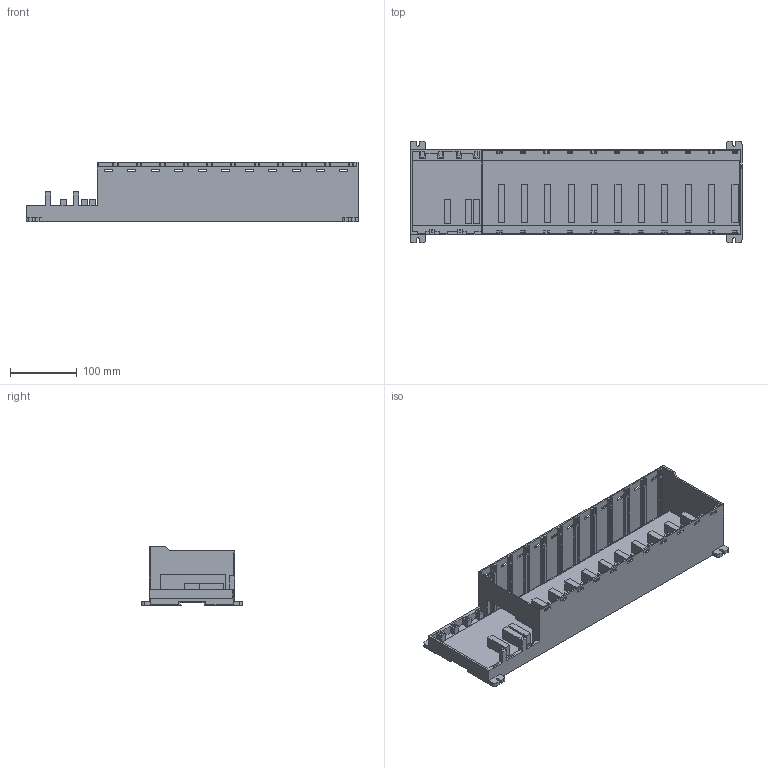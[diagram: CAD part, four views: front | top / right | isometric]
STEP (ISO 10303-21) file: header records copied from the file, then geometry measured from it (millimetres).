
FILE_DESCRIPTION (( 'STEP AP203' ), '1' );
FILE_NAME ('P3-11B.STEP', '2010-10-28T12:56:48', ( '.adc' ), ( '' ), 'SwSTEP 2.0', 'SolidWorks 2009', '' );
FILE_SCHEMA (( 'CONFIG_CONTROL_DESIGN' ));
Length unit declared in the file: inch
Products named in the file (1): P3-11B
Bounding box: 497.33 x 151.89 x 88.9 mm (x, y, z)
Volume: 661189.8 mm3; surface area: 484928 mm2
Topology: 1 solids, 1 shells, 622 faces, 1807 edges, 1204 vertices
Faces by surface type: plane 610, cylinder 12
Entity records: 20270 total; most frequent: CARTESIAN_POINT 3634, ORIENTED_EDGE 3614, DIRECTION 3077, EDGE_CURVE 1807, LINE 1783, VECTOR 1783, VERTEX_POINT 1204, EDGE_LOOP 685
